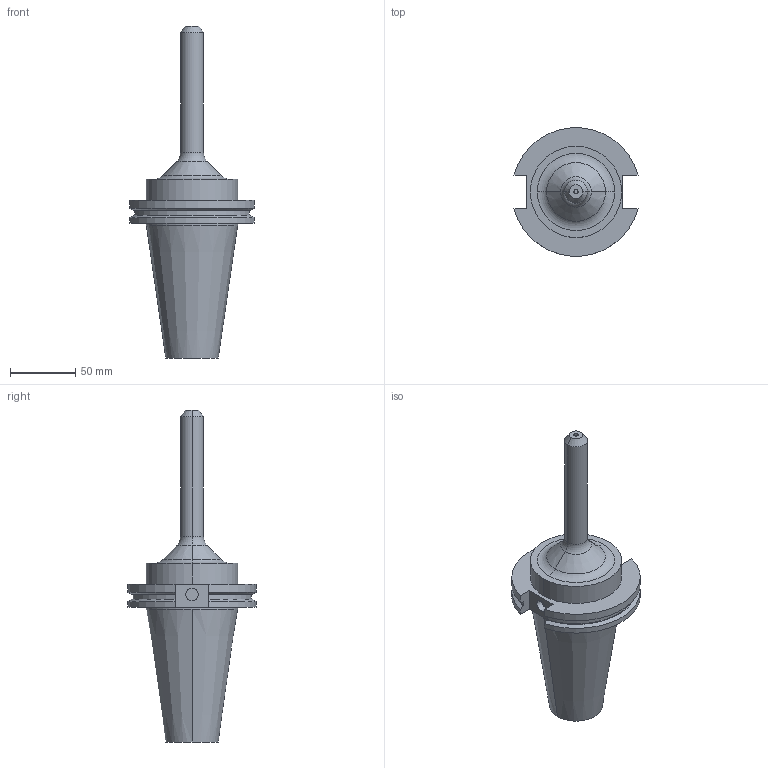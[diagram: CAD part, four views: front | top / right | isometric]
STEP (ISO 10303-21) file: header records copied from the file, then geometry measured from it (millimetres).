
FILE_DESCRIPTION (( 'STEP AP203' ), '1' );
FILE_NAME ('STP-44.653.52.600.STEP', '2021-05-24T03:42:52', ( '' ), ( '' ), 'SwSTEP 2.0', 'SolidWorks 2017', '' );
FILE_SCHEMA (( 'CONFIG_CONTROL_DESIGN' ));
Length unit declared in the file: millimetre
Products named in the file (1): STP-44.653.52.600
Bounding box: 94.95 x 98.05 x 254 mm (x, y, z)
Volume: 439329.2 mm3; surface area: 51888.8 mm2
Topology: 1 solids, 1 shells, 60 faces, 138 edges, 85 vertices
Faces by surface type: cylinder 22, plane 18, cone 16, torus 4
Entity records: 1773 total; most frequent: DIRECTION 314, CARTESIAN_POINT 306, ORIENTED_EDGE 272, EDGE_CURVE 136, AXIS2_PLACEMENT_3D 125, VERTEX_POINT 85, EDGE_LOOP 67, LINE 64
